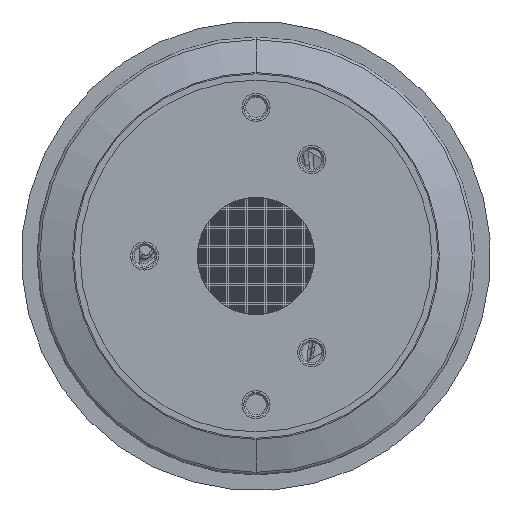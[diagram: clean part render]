
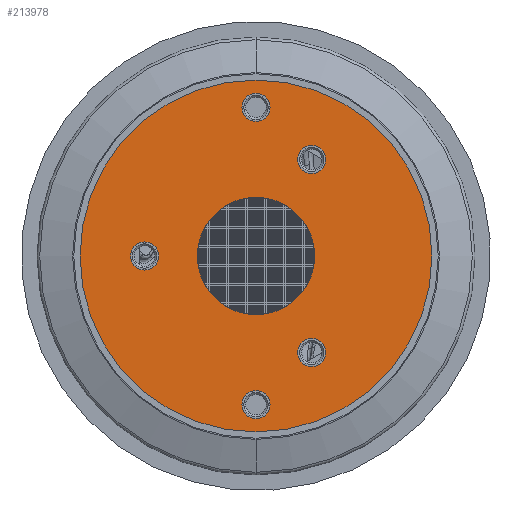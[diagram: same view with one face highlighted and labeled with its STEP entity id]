
A CAD part, front view. The second image highlights one B-rep face of the part: STEP entity #213978.
In plain terms, the highlighted planar face has unit normal (0, -1, 0).
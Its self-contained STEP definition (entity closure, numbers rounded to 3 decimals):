
#1699 = DIRECTION ( 'NONE',  ( 0., -1., 0. ) ) ;
#2167 = ORIENTED_EDGE ( 'NONE', *, *, #203826, .F. ) ;
#3687 = EDGE_CURVE ( 'NONE', #59626, #196698, #203304, .T. ) ;
#4363 = CARTESIAN_POINT ( 'NONE',  ( -13.851, -15.648, -38. ) ) ;
#5469 = CARTESIAN_POINT ( 'NONE',  ( -45.951, -15.648, 0. ) ) ;
#5785 = CIRCLE ( 'NONE', #234226, 45. ) ;
#9385 = FACE_BOUND ( 'NONE', #197289, .T. ) ;
#11198 = ORIENTED_EDGE ( 'NONE', *, *, #125286, .F. ) ;
#12392 = EDGE_CURVE ( 'NONE', #51892, #16005, #237217, .T. ) ;
#14063 = ORIENTED_EDGE ( 'NONE', *, *, #59679, .F. ) ;
#14681 = AXIS2_PLACEMENT_3D ( 'NONE', #239221, #217451, #52595 ) ;
#14699 = CARTESIAN_POINT ( 'NONE',  ( -13.851, -15.648, 0. ) ) ;
#16005 = VERTEX_POINT ( 'NONE', #173660 ) ;
#16738 = CARTESIAN_POINT ( 'NONE',  ( -42.351, -15.648, 0. ) ) ;
#17187 = EDGE_CURVE ( 'NONE', #211894, #162410, #112598, .T. ) ;
#19866 = DIRECTION ( 'NONE',  ( -1., 0., 0. ) ) ;
#21050 = EDGE_CURVE ( 'NONE', #170778, #192042, #203043, .T. ) ;
#22531 = DIRECTION ( 'NONE',  ( 0., -1., 0. ) ) ;
#28785 = DIRECTION ( 'NONE',  ( -1., 0., 0. ) ) ;
#29681 = CIRCLE ( 'NONE', #49085, 3.6 ) ;
#29726 = DIRECTION ( 'NONE',  ( -1., 0., 0. ) ) ;
#30980 = CIRCLE ( 'NONE', #147149, 3.6 ) ;
#33765 = DIRECTION ( 'NONE',  ( -1., 0., 0. ) ) ;
#35584 = CARTESIAN_POINT ( 'NONE',  ( -17.451, -15.648, 38. ) ) ;
#38031 = DIRECTION ( 'NONE',  ( 0., -1., 0. ) ) ;
#46183 = EDGE_CURVE ( 'NONE', #192042, #170778, #230955, .T. ) ;
#46976 = PLANE ( 'NONE',  #185149 ) ;
#49085 = AXIS2_PLACEMENT_3D ( 'NONE', #16738, #124780, #33765 ) ;
#50321 = DIRECTION ( 'NONE',  ( 0., -1., 0. ) ) ;
#50564 = FACE_BOUND ( 'NONE', #112114, .T. ) ;
#51892 = VERTEX_POINT ( 'NONE', #98471 ) ;
#52595 = DIRECTION ( 'NONE',  ( -1., 0., 0. ) ) ;
#52711 = DIRECTION ( 'NONE',  ( -1., 0., 0. ) ) ;
#53254 = DIRECTION ( 'NONE',  ( -1., 0., 0. ) ) ;
#55268 = DIRECTION ( 'NONE',  ( 0., -1., 0. ) ) ;
#58142 = ORIENTED_EDGE ( 'NONE', *, *, #184930, .F. ) ;
#59626 = VERTEX_POINT ( 'NONE', #35584 ) ;
#59679 = EDGE_CURVE ( 'NONE', #196698, #59626, #158046, .T. ) ;
#63501 = CIRCLE ( 'NONE', #171842, 15. ) ;
#64669 = CARTESIAN_POINT ( 'NONE',  ( -10.251, -15.648, 38. ) ) ;
#65194 = CARTESIAN_POINT ( 'NONE',  ( -13.851, -15.648, 0. ) ) ;
#65909 = CIRCLE ( 'NONE', #201368, 3.6 ) ;
#69218 = CIRCLE ( 'NONE', #193093, 45. ) ;
#69930 = CARTESIAN_POINT ( 'NONE',  ( 31.149, -15.648, 0. ) ) ;
#70312 = CARTESIAN_POINT ( 'NONE',  ( -13.851, -15.648, 0. ) ) ;
#71502 = DIRECTION ( 'NONE',  ( 0., -1., 0. ) ) ;
#71785 = DIRECTION ( 'NONE',  ( -1., 0., 0. ) ) ;
#75320 = EDGE_CURVE ( 'NONE', #128149, #125420, #69218, .T. ) ;
#78476 = ORIENTED_EDGE ( 'NONE', *, *, #3687, .F. ) ;
#79249 = DIRECTION ( 'NONE',  ( -1., 0., 0. ) ) ;
#85054 = ORIENTED_EDGE ( 'NONE', *, *, #46183, .F. ) ;
#85971 = DIRECTION ( 'NONE',  ( -1., 0., 0. ) ) ;
#87753 = AXIS2_PLACEMENT_3D ( 'NONE', #160699, #50321, #29726 ) ;
#88741 = DIRECTION ( 'NONE',  ( 0., -1., 0. ) ) ;
#91497 = CARTESIAN_POINT ( 'NONE',  ( 1.149, -15.648, 0. ) ) ;
#94496 = ORIENTED_EDGE ( 'NONE', *, *, #12392, .F. ) ;
#94865 = EDGE_LOOP ( 'NONE', ( #14063, #78476 ) ) ;
#98432 = EDGE_CURVE ( 'NONE', #125420, #128149, #5785, .T. ) ;
#98471 = CARTESIAN_POINT ( 'NONE',  ( -3.201, -15.648, 24.682 ) ) ;
#99004 = DIRECTION ( 'NONE',  ( -1., 0., 0. ) ) ;
#111069 = AXIS2_PLACEMENT_3D ( 'NONE', #137437, #193126, #189541 ) ;
#112114 = EDGE_LOOP ( 'NONE', ( #149725, #11198 ) ) ;
#112598 = CIRCLE ( 'NONE', #189972, 3.6 ) ;
#114987 = CARTESIAN_POINT ( 'NONE',  ( -17.451, -15.648, -38. ) ) ;
#117401 = DIRECTION ( 'NONE',  ( 0., -1., 0. ) ) ;
#124780 = DIRECTION ( 'NONE',  ( 0., -1., 0. ) ) ;
#125286 = EDGE_CURVE ( 'NONE', #162410, #211894, #29681, .T. ) ;
#125420 = VERTEX_POINT ( 'NONE', #69930 ) ;
#126030 = AXIS2_PLACEMENT_3D ( 'NONE', #158789, #196387, #232652 ) ;
#127657 = EDGE_CURVE ( 'NONE', #224733, #128056, #128282, .T. ) ;
#128056 = VERTEX_POINT ( 'NONE', #187474 ) ;
#128149 = VERTEX_POINT ( 'NONE', #193436 ) ;
#128282 = CIRCLE ( 'NONE', #170869, 15. ) ;
#128652 = CARTESIAN_POINT ( 'NONE',  ( -42.351, -15.648, 0. ) ) ;
#130534 = DIRECTION ( 'NONE',  ( -1., 0., 0. ) ) ;
#131479 = CARTESIAN_POINT ( 'NONE',  ( 0.399, -15.648, -24.682 ) ) ;
#132780 = AXIS2_PLACEMENT_3D ( 'NONE', #204178, #1699, #19866 ) ;
#137437 = CARTESIAN_POINT ( 'NONE',  ( 0.399, -15.648, 24.682 ) ) ;
#139179 = FACE_BOUND ( 'NONE', #94865, .T. ) ;
#141846 = CARTESIAN_POINT ( 'NONE',  ( 3.999, -15.648, -24.682 ) ) ;
#145148 = CARTESIAN_POINT ( 'NONE',  ( -13.851, -15.648, 0. ) ) ;
#147149 = AXIS2_PLACEMENT_3D ( 'NONE', #4363, #22531, #99004 ) ;
#149725 = ORIENTED_EDGE ( 'NONE', *, *, #17187, .F. ) ;
#149821 = CIRCLE ( 'NONE', #111069, 3.6 ) ;
#151515 = CARTESIAN_POINT ( 'NONE',  ( -38.751, -15.648, 0. ) ) ;
#157337 = FACE_OUTER_BOUND ( 'NONE', #175117, .T. ) ;
#158046 = CIRCLE ( 'NONE', #14681, 3.6 ) ;
#158789 = CARTESIAN_POINT ( 'NONE',  ( -13.851, -15.648, 38. ) ) ;
#160699 = CARTESIAN_POINT ( 'NONE',  ( 0.399, -15.648, -24.682 ) ) ;
#160975 = EDGE_CURVE ( 'NONE', #215594, #230252, #65909, .T. ) ;
#162410 = VERTEX_POINT ( 'NONE', #5469 ) ;
#170778 = VERTEX_POINT ( 'NONE', #223651 ) ;
#170869 = AXIS2_PLACEMENT_3D ( 'NONE', #70312, #71502, #53254 ) ;
#171842 = AXIS2_PLACEMENT_3D ( 'NONE', #65194, #117401, #28785 ) ;
#173660 = CARTESIAN_POINT ( 'NONE',  ( 3.999, -15.648, 24.682 ) ) ;
#175117 = EDGE_LOOP ( 'NONE', ( #217903, #180518 ) ) ;
#175585 = FACE_BOUND ( 'NONE', #217721, .T. ) ;
#177429 = EDGE_LOOP ( 'NONE', ( #180222, #94496 ) ) ;
#177669 = EDGE_LOOP ( 'NONE', ( #188847, #2167 ) ) ;
#179808 = ORIENTED_EDGE ( 'NONE', *, *, #21050, .F. ) ;
#180222 = ORIENTED_EDGE ( 'NONE', *, *, #221146, .F. ) ;
#180518 = ORIENTED_EDGE ( 'NONE', *, *, #75320, .T. ) ;
#181181 = CARTESIAN_POINT ( 'NONE',  ( -13.851, -15.648, 0. ) ) ;
#181569 = ORIENTED_EDGE ( 'NONE', *, *, #127657, .F. ) ;
#184930 = EDGE_CURVE ( 'NONE', #128056, #224733, #63501, .T. ) ;
#185149 = AXIS2_PLACEMENT_3D ( 'NONE', #145148, #220204, #130534 ) ;
#187474 = CARTESIAN_POINT ( 'NONE',  ( -28.851, -15.648, 0. ) ) ;
#188847 = ORIENTED_EDGE ( 'NONE', *, *, #160975, .F. ) ;
#189541 = DIRECTION ( 'NONE',  ( -1., 0., 0. ) ) ;
#189972 = AXIS2_PLACEMENT_3D ( 'NONE', #128652, #238926, #223092 ) ;
#190846 = CARTESIAN_POINT ( 'NONE',  ( -10.251, -15.648, -38. ) ) ;
#192042 = VERTEX_POINT ( 'NONE', #141846 ) ;
#193093 = AXIS2_PLACEMENT_3D ( 'NONE', #181181, #38031, #79249 ) ;
#193126 = DIRECTION ( 'NONE',  ( 0., -1., 0. ) ) ;
#193436 = CARTESIAN_POINT ( 'NONE',  ( -58.851, -15.648, 0. ) ) ;
#196387 = DIRECTION ( 'NONE',  ( 0., -1., 0. ) ) ;
#196698 = VERTEX_POINT ( 'NONE', #64669 ) ;
#197289 = EDGE_LOOP ( 'NONE', ( #181569, #58142 ) ) ;
#201368 = AXIS2_PLACEMENT_3D ( 'NONE', #233793, #55268, #85971 ) ;
#202960 = DIRECTION ( 'NONE',  ( 0., -1., 0. ) ) ;
#203043 = CIRCLE ( 'NONE', #238008, 3.6 ) ;
#203304 = CIRCLE ( 'NONE', #126030, 3.6 ) ;
#203826 = EDGE_CURVE ( 'NONE', #230252, #215594, #30980, .T. ) ;
#204178 = CARTESIAN_POINT ( 'NONE',  ( 0.399, -15.648, 24.682 ) ) ;
#211894 = VERTEX_POINT ( 'NONE', #151515 ) ;
#213051 = FACE_BOUND ( 'NONE', #177669, .T. ) ;
#213978 = ADVANCED_FACE ( 'NONE', ( #175585, #216628, #9385, #157337, #139179, #50564, #213051 ), #46976, .T. ) ;
#215594 = VERTEX_POINT ( 'NONE', #190846 ) ;
#216628 = FACE_BOUND ( 'NONE', #177429, .T. ) ;
#217451 = DIRECTION ( 'NONE',  ( 0., -1., 0. ) ) ;
#217721 = EDGE_LOOP ( 'NONE', ( #85054, #179808 ) ) ;
#217903 = ORIENTED_EDGE ( 'NONE', *, *, #98432, .T. ) ;
#220204 = DIRECTION ( 'NONE',  ( 0., -1., 0. ) ) ;
#221146 = EDGE_CURVE ( 'NONE', #16005, #51892, #149821, .T. ) ;
#223092 = DIRECTION ( 'NONE',  ( -1., 0., 0. ) ) ;
#223651 = CARTESIAN_POINT ( 'NONE',  ( -3.201, -15.648, -24.682 ) ) ;
#224733 = VERTEX_POINT ( 'NONE', #91497 ) ;
#230252 = VERTEX_POINT ( 'NONE', #114987 ) ;
#230955 = CIRCLE ( 'NONE', #87753, 3.6 ) ;
#232652 = DIRECTION ( 'NONE',  ( -1., 0., 0. ) ) ;
#233793 = CARTESIAN_POINT ( 'NONE',  ( -13.851, -15.648, -38. ) ) ;
#234226 = AXIS2_PLACEMENT_3D ( 'NONE', #14699, #88741, #71785 ) ;
#237217 = CIRCLE ( 'NONE', #132780, 3.6 ) ;
#238008 = AXIS2_PLACEMENT_3D ( 'NONE', #131479, #202960, #52711 ) ;
#238926 = DIRECTION ( 'NONE',  ( 0., -1., 0. ) ) ;
#239221 = CARTESIAN_POINT ( 'NONE',  ( -13.851, -15.648, 38. ) ) ;
